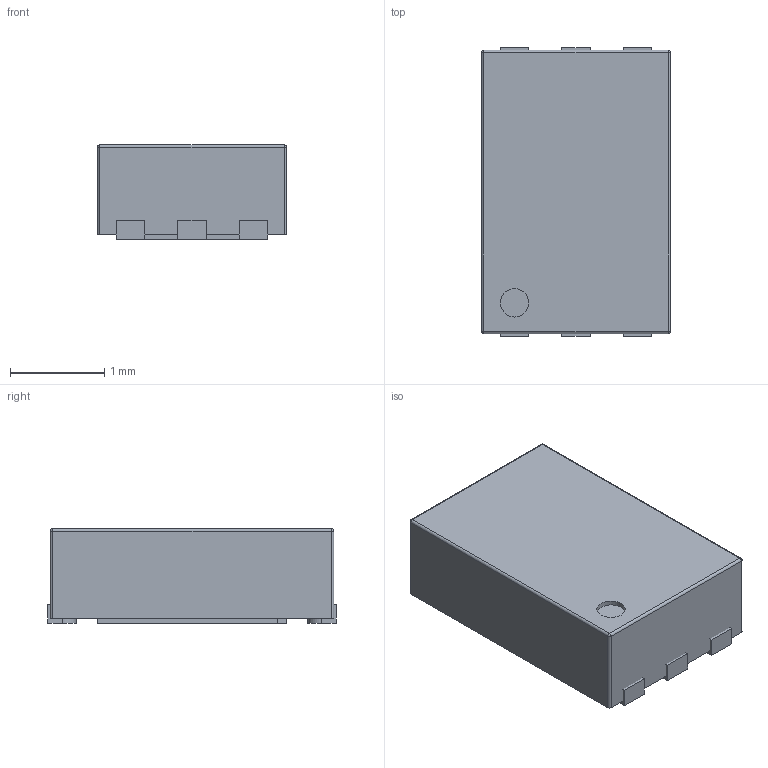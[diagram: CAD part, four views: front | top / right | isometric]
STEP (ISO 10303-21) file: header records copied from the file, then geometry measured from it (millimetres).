
FILE_DESCRIPTION(/* description */ (''),/* implementation_level */ '2;1');
FILE_NAME(/* name */ '5f00ea30979d72147965e9c1',/* time_stamp */ '2020-07-04T20:44:33+00:00',/* author */ (''),/* organization */ (''),/* preprocessor_version */ 'ST-DEVELOPER v16.7',/* originating_system */ $,/* authorisation */ $);
FILE_SCHEMA (('AUTOMOTIVE_DESIGN {1 0 10303 214 3 1 1}'));
Length unit declared in the file: metre
Products named in the file (8): Part 8; Part 7; Part 6; Part 5; Part 4; Part 3; Part 2; Part 1
Bounding box: 2 x 3.05 x 1 mm (x, y, z)
Volume: 6.1 mm3; surface area: 30.7 mm2
Topology: 8 solids, 8 shells, 63 faces, 130 edges, 80 vertices
Faces by surface type: plane 44, cylinder 15, sphere 4
Full cylindrical faces by diameter (mm): 0.3 x1
Entity records: 1830 total; most frequent: DIRECTION 297, CARTESIAN_POINT 276, ORIENTED_EDGE 250, EDGE_CURVE 125, AXIS2_PLACEMENT_3D 101, LINE 95, VECTOR 95, VERTEX_POINT 80
